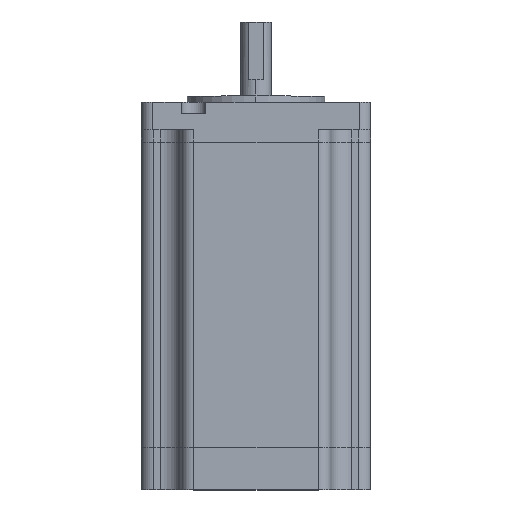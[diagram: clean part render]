
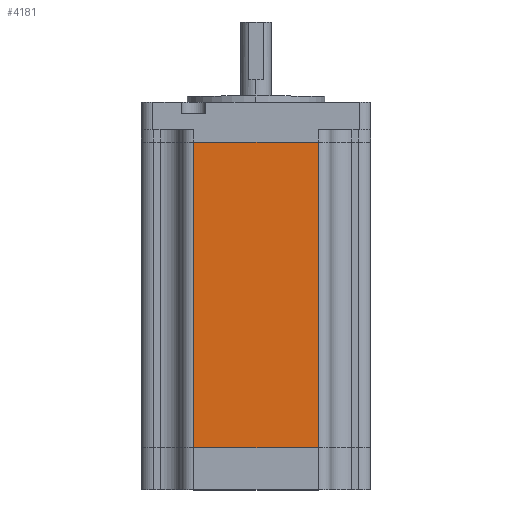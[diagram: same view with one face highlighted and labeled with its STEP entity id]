
A CAD part, top view. The second image highlights one B-rep face of the part: STEP entity #4181.
In plain terms, the highlighted planar face has unit normal (0, 0, 1).
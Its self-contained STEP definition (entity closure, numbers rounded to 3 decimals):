
#7 = EDGE_CURVE ( 'NONE', #7683, #3808, #6229, .T. ) ;
#267 = VECTOR ( 'NONE', #2066, 1000. ) ;
#498 = LINE ( 'NONE', #2996, #5470 ) ;
#515 = VERTEX_POINT ( 'NONE', #1524 ) ;
#847 = EDGE_CURVE ( 'NONE', #3808, #2986, #4701, .T. ) ;
#1305 = ORIENTED_EDGE ( 'NONE', *, *, #847, .F. ) ;
#1524 = CARTESIAN_POINT ( 'NONE',  ( 13.65, 0., 0. ) ) ;
#2066 = DIRECTION ( 'NONE',  ( 0., -1., 0. ) ) ;
#2101 = EDGE_CURVE ( 'NONE', #7683, #515, #5437, .T. ) ;
#2411 = CARTESIAN_POINT ( 'NONE',  ( 13.65, 80., 0. ) ) ;
#2814 = PLANE ( 'NONE',  #5682 ) ;
#2888 = DIRECTION ( 'NONE',  ( -1., 0., 0. ) ) ;
#2977 = VECTOR ( 'NONE', #7970, 1000. ) ;
#2986 = VERTEX_POINT ( 'NONE', #5413 ) ;
#2996 = CARTESIAN_POINT ( 'NONE',  ( 13.65, 0., 0. ) ) ;
#3335 = DIRECTION ( 'NONE',  ( 1., 0., 0. ) ) ;
#3394 = CARTESIAN_POINT ( 'NONE',  ( 46.35, 80., 0. ) ) ;
#3590 = ORIENTED_EDGE ( 'NONE', *, *, #2101, .T. ) ;
#3808 = VERTEX_POINT ( 'NONE', #4656 ) ;
#4181 = ADVANCED_FACE ( 'NONE', ( #7375 ), #2814, .F. ) ;
#4229 = CARTESIAN_POINT ( 'NONE',  ( 13.65, 80., 0. ) ) ;
#4427 = ORIENTED_EDGE ( 'NONE', *, *, #4535, .T. ) ;
#4528 = VECTOR ( 'NONE', #8279, 1000. ) ;
#4535 = EDGE_CURVE ( 'NONE', #515, #2986, #498, .T. ) ;
#4656 = CARTESIAN_POINT ( 'NONE',  ( 46.35, 80., 0. ) ) ;
#4701 = LINE ( 'NONE', #3394, #2977 ) ;
#5050 = ORIENTED_EDGE ( 'NONE', *, *, #7, .F. ) ;
#5104 = CARTESIAN_POINT ( 'NONE',  ( 13.65, 80., 0. ) ) ;
#5349 = CARTESIAN_POINT ( 'NONE',  ( 13.65, 80., 0. ) ) ;
#5413 = CARTESIAN_POINT ( 'NONE',  ( 46.35, 0., 0. ) ) ;
#5429 = EDGE_LOOP ( 'NONE', ( #4427, #1305, #5050, #3590 ) ) ;
#5437 = LINE ( 'NONE', #5349, #267 ) ;
#5470 = VECTOR ( 'NONE', #3335, 1000. ) ;
#5682 = AXIS2_PLACEMENT_3D ( 'NONE', #2411, #6706, #2888 ) ;
#6229 = LINE ( 'NONE', #4229, #4528 ) ;
#6706 = DIRECTION ( 'NONE',  ( 0., 0., -1. ) ) ;
#7375 = FACE_OUTER_BOUND ( 'NONE', #5429, .T. ) ;
#7683 = VERTEX_POINT ( 'NONE', #5104 ) ;
#7970 = DIRECTION ( 'NONE',  ( 0., -1., 0. ) ) ;
#8279 = DIRECTION ( 'NONE',  ( 1., 0., 0. ) ) ;
